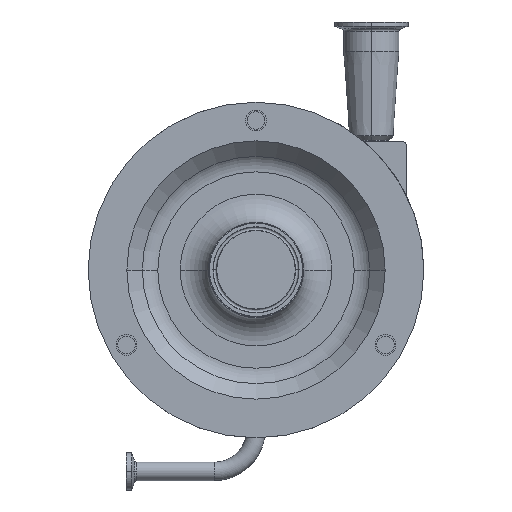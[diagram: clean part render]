
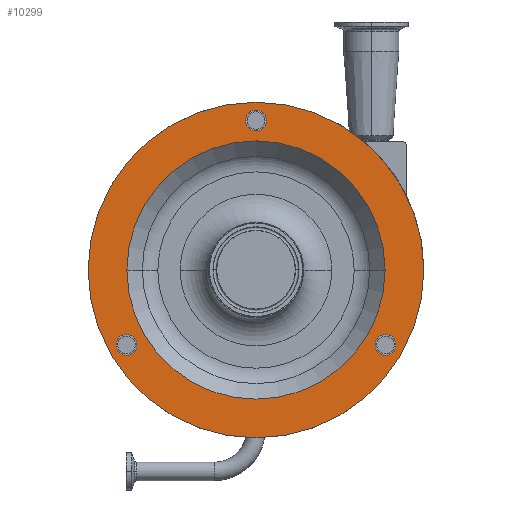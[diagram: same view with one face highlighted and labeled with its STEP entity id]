
A CAD part, top view. The second image highlights one B-rep face of the part: STEP entity #10299.
In plain terms, the highlighted planar face has unit normal (0, 0, 1).
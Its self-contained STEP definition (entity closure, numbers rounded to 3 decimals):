
#116 = DIRECTION ( 'NONE',  ( 1., 0., 0. ) ) ;
#285 = VERTEX_POINT ( 'NONE', #328 ) ;
#328 = CARTESIAN_POINT ( 'NONE',  ( 95.911, -51.25, 191.5 ) ) ;
#368 = ORIENTED_EDGE ( 'NONE', *, *, #9914, .F. ) ;
#589 = CARTESIAN_POINT ( 'NONE',  ( -88.768, -51.25, 191.5 ) ) ;
#922 = DIRECTION ( 'NONE',  ( 1., 0., 0. ) ) ;
#971 = ORIENTED_EDGE ( 'NONE', *, *, #6153, .F. ) ;
#973 = CARTESIAN_POINT ( 'NONE',  ( -88.768, -51.25, 191.5 ) ) ;
#1032 = EDGE_LOOP ( 'NONE', ( #971, #368 ) ) ;
#1088 = AXIS2_PLACEMENT_3D ( 'NONE', #2522, #15286, #116 ) ;
#1195 = CARTESIAN_POINT ( 'NONE',  ( 88.768, -51.25, 191.5 ) ) ;
#1564 = VERTEX_POINT ( 'NONE', #14483 ) ;
#1758 = VERTEX_POINT ( 'NONE', #12744 ) ;
#1871 = DIRECTION ( 'NONE',  ( 0., 0., 1. ) ) ;
#2114 = CARTESIAN_POINT ( 'NONE',  ( 0., 0., 191.5 ) ) ;
#2444 = ORIENTED_EDGE ( 'NONE', *, *, #3510, .F. ) ;
#2522 = CARTESIAN_POINT ( 'NONE',  ( 0., 0., 191.5 ) ) ;
#2530 = CARTESIAN_POINT ( 'NONE',  ( 7.144, 102.5, 191.5 ) ) ;
#2533 = EDGE_CURVE ( 'NONE', #9842, #10930, #11295, .T. ) ;
#2679 = ORIENTED_EDGE ( 'NONE', *, *, #6748, .F. ) ;
#2713 = AXIS2_PLACEMENT_3D ( 'NONE', #11934, #4586, #13033 ) ;
#2867 = VERTEX_POINT ( 'NONE', #3699 ) ;
#2902 = CARTESIAN_POINT ( 'NONE',  ( 0., 102.5, 191.5 ) ) ;
#2939 = ORIENTED_EDGE ( 'NONE', *, *, #3788, .F. ) ;
#3510 = EDGE_CURVE ( 'NONE', #1564, #4646, #13560, .T. ) ;
#3647 = FACE_BOUND ( 'NONE', #10242, .T. ) ;
#3699 = CARTESIAN_POINT ( 'NONE',  ( 88.5, 0., 191.5 ) ) ;
#3708 = CARTESIAN_POINT ( 'NONE',  ( 0., 0., 191.5 ) ) ;
#3788 = EDGE_CURVE ( 'NONE', #285, #13659, #4086, .T. ) ;
#4086 = CIRCLE ( 'NONE', #6059, 7.144 ) ;
#4586 = DIRECTION ( 'NONE',  ( 0., 0., -1. ) ) ;
#4646 = VERTEX_POINT ( 'NONE', #2530 ) ;
#4835 = DIRECTION ( 'NONE',  ( 1., 0., 0. ) ) ;
#5067 = ORIENTED_EDGE ( 'NONE', *, *, #14500, .T. ) ;
#5308 = CARTESIAN_POINT ( 'NONE',  ( 81.624, -51.25, 191.5 ) ) ;
#5421 = CIRCLE ( 'NONE', #11184, 7.144 ) ;
#5581 = DIRECTION ( 'NONE',  ( 0., 0., 1. ) ) ;
#5737 = DIRECTION ( 'NONE',  ( 0., 0., 1. ) ) ;
#5757 = CARTESIAN_POINT ( 'NONE',  ( 88.768, -51.25, 191.5 ) ) ;
#5850 = CIRCLE ( 'NONE', #7845, 7.144 ) ;
#5860 = CARTESIAN_POINT ( 'NONE',  ( 0., 0., 191.5 ) ) ;
#5904 = FACE_BOUND ( 'NONE', #14259, .T. ) ;
#6006 = CARTESIAN_POINT ( 'NONE',  ( -88.5, 0., 191.5 ) ) ;
#6059 = AXIS2_PLACEMENT_3D ( 'NONE', #5757, #8174, #922 ) ;
#6153 = EDGE_CURVE ( 'NONE', #2867, #10007, #14849, .T. ) ;
#6178 = AXIS2_PLACEMENT_3D ( 'NONE', #5860, #9445, #13288 ) ;
#6541 = VERTEX_POINT ( 'NONE', #12276 ) ;
#6646 = DIRECTION ( 'NONE',  ( 1., 0., 0. ) ) ;
#6748 = EDGE_CURVE ( 'NONE', #4646, #1564, #13598, .T. ) ;
#6914 = ORIENTED_EDGE ( 'NONE', *, *, #7358, .F. ) ;
#7162 = PLANE ( 'NONE',  #2713 ) ;
#7293 = DIRECTION ( 'NONE',  ( 1., 0., 0. ) ) ;
#7358 = EDGE_CURVE ( 'NONE', #13659, #285, #5850, .T. ) ;
#7845 = AXIS2_PLACEMENT_3D ( 'NONE', #1195, #9478, #14494 ) ;
#7900 = CIRCLE ( 'NONE', #13661, 115. ) ;
#8174 = DIRECTION ( 'NONE',  ( 0., 0., 1. ) ) ;
#8450 = DIRECTION ( 'NONE',  ( 0., 0., 1. ) ) ;
#8795 = AXIS2_PLACEMENT_3D ( 'NONE', #15257, #10625, #4835 ) ;
#9445 = DIRECTION ( 'NONE',  ( 0., 0., 1. ) ) ;
#9478 = DIRECTION ( 'NONE',  ( 0., 0., 1. ) ) ;
#9544 = CARTESIAN_POINT ( 'NONE',  ( -81.624, -51.25, 191.5 ) ) ;
#9764 = AXIS2_PLACEMENT_3D ( 'NONE', #589, #5581, #10266 ) ;
#9814 = ORIENTED_EDGE ( 'NONE', *, *, #12288, .F. ) ;
#9842 = VERTEX_POINT ( 'NONE', #11961 ) ;
#9914 = EDGE_CURVE ( 'NONE', #10007, #2867, #11702, .T. ) ;
#10007 = VERTEX_POINT ( 'NONE', #6006 ) ;
#10132 = ORIENTED_EDGE ( 'NONE', *, *, #12285, .T. ) ;
#10242 = EDGE_LOOP ( 'NONE', ( #2679, #2444 ) ) ;
#10266 = DIRECTION ( 'NONE',  ( 1., 0., 0. ) ) ;
#10299 = ADVANCED_FACE ( 'NONE', ( #12882, #5904, #10756, #3647, #13180 ), #7162, .F. ) ;
#10625 = DIRECTION ( 'NONE',  ( 0., 0., 1. ) ) ;
#10756 = FACE_BOUND ( 'NONE', #10853, .T. ) ;
#10853 = EDGE_LOOP ( 'NONE', ( #9814, #13896 ) ) ;
#10930 = VERTEX_POINT ( 'NONE', #9544 ) ;
#11184 = AXIS2_PLACEMENT_3D ( 'NONE', #973, #5737, #7293 ) ;
#11295 = CIRCLE ( 'NONE', #9764, 7.144 ) ;
#11699 = DIRECTION ( 'NONE',  ( 1., 0., 0. ) ) ;
#11702 = CIRCLE ( 'NONE', #6178, 88.5 ) ;
#11847 = AXIS2_PLACEMENT_3D ( 'NONE', #2902, #1871, #6646 ) ;
#11934 = CARTESIAN_POINT ( 'NONE',  ( 0., 32., 191.5 ) ) ;
#11961 = CARTESIAN_POINT ( 'NONE',  ( -95.911, -51.25, 191.5 ) ) ;
#11994 = CIRCLE ( 'NONE', #15258, 115. ) ;
#12276 = CARTESIAN_POINT ( 'NONE',  ( -115., 0., 191.5 ) ) ;
#12285 = EDGE_CURVE ( 'NONE', #1758, #6541, #7900, .T. ) ;
#12288 = EDGE_CURVE ( 'NONE', #10930, #9842, #5421, .T. ) ;
#12744 = CARTESIAN_POINT ( 'NONE',  ( 115., 0., 191.5 ) ) ;
#12882 = FACE_OUTER_BOUND ( 'NONE', #14460, .T. ) ;
#13033 = DIRECTION ( 'NONE',  ( 0., -1., 0. ) ) ;
#13180 = FACE_BOUND ( 'NONE', #1032, .T. ) ;
#13288 = DIRECTION ( 'NONE',  ( 1., 0., 0. ) ) ;
#13560 = CIRCLE ( 'NONE', #8795, 7.144 ) ;
#13598 = CIRCLE ( 'NONE', #11847, 7.144 ) ;
#13659 = VERTEX_POINT ( 'NONE', #5308 ) ;
#13661 = AXIS2_PLACEMENT_3D ( 'NONE', #3708, #8450, #11699 ) ;
#13896 = ORIENTED_EDGE ( 'NONE', *, *, #2533, .F. ) ;
#14259 = EDGE_LOOP ( 'NONE', ( #2939, #6914 ) ) ;
#14460 = EDGE_LOOP ( 'NONE', ( #10132, #5067 ) ) ;
#14483 = CARTESIAN_POINT ( 'NONE',  ( -7.144, 102.5, 191.5 ) ) ;
#14494 = DIRECTION ( 'NONE',  ( 1., 0., 0. ) ) ;
#14500 = EDGE_CURVE ( 'NONE', #6541, #1758, #11994, .T. ) ;
#14849 = CIRCLE ( 'NONE', #1088, 88.5 ) ;
#14886 = DIRECTION ( 'NONE',  ( 0., 0., 1. ) ) ;
#15192 = DIRECTION ( 'NONE',  ( 1., 0., 0. ) ) ;
#15257 = CARTESIAN_POINT ( 'NONE',  ( 0., 102.5, 191.5 ) ) ;
#15258 = AXIS2_PLACEMENT_3D ( 'NONE', #2114, #14886, #15192 ) ;
#15286 = DIRECTION ( 'NONE',  ( 0., 0., 1. ) ) ;
